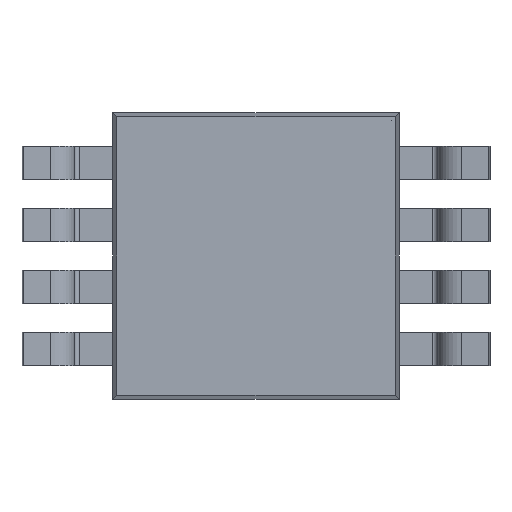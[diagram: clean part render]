
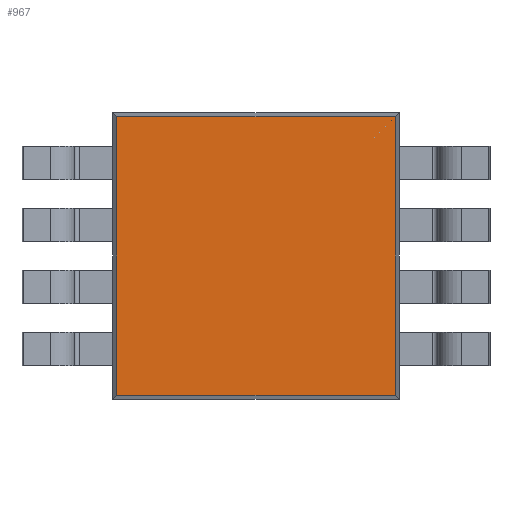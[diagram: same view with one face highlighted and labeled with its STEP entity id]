
A CAD part, front view. The second image highlights one B-rep face of the part: STEP entity #967.
In plain terms, the highlighted planar face has unit normal (0, -1, 0).
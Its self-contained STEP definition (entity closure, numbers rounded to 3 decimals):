
#224 = VECTOR ( 'NONE', #1564, 1000. ) ;
#244 = CARTESIAN_POINT ( 'NONE',  ( -1.5, 0.15, 1.458 ) ) ;
#268 = EDGE_CURVE ( 'NONE', #3858, #1406, #2689, .T. ) ;
#279 = LINE ( 'NONE', #1531, #468 ) ;
#291 = AXIS2_PLACEMENT_3D ( 'NONE', #1927, #294, #1593 ) ;
#294 = DIRECTION ( 'NONE',  ( 0., 1., 0. ) ) ;
#315 = PLANE ( 'NONE',  #291 ) ;
#442 = EDGE_CURVE ( 'NONE', #1406, #3880, #1586, .T. ) ;
#468 = VECTOR ( 'NONE', #2777, 1000. ) ;
#473 = CARTESIAN_POINT ( 'NONE',  ( 1.458, 0.15, -1.458 ) ) ;
#489 = ORIENTED_EDGE ( 'NONE', *, *, #268, .T. ) ;
#863 = CARTESIAN_POINT ( 'NONE',  ( 1.458, 0.15, 1.458 ) ) ;
#967 = ADVANCED_FACE ( 'NONE', ( #3410 ), #315, .F. ) ;
#1086 = VERTEX_POINT ( 'NONE', #473 ) ;
#1188 = VECTOR ( 'NONE', #2413, 1000. ) ;
#1406 = VERTEX_POINT ( 'NONE', #1805 ) ;
#1419 = EDGE_LOOP ( 'NONE', ( #2411, #3192, #3584, #489 ) ) ;
#1476 = EDGE_CURVE ( 'NONE', #1086, #3858, #279, .T. ) ;
#1531 = CARTESIAN_POINT ( 'NONE',  ( 1.458, 0.15, 1.5 ) ) ;
#1564 = DIRECTION ( 'NONE',  ( 0., 0., -1. ) ) ;
#1586 = LINE ( 'NONE', #2513, #224 ) ;
#1593 = DIRECTION ( 'NONE',  ( 0., 0., 1. ) ) ;
#1753 = EDGE_CURVE ( 'NONE', #3880, #1086, #4054, .T. ) ;
#1805 = CARTESIAN_POINT ( 'NONE',  ( -1.458, 0.15, 1.458 ) ) ;
#1927 = CARTESIAN_POINT ( 'NONE',  ( 0., 0.15, 0. ) ) ;
#2087 = DIRECTION ( 'NONE',  ( -1., 0., 0. ) ) ;
#2411 = ORIENTED_EDGE ( 'NONE', *, *, #442, .T. ) ;
#2413 = DIRECTION ( 'NONE',  ( 1., 0., 0. ) ) ;
#2513 = CARTESIAN_POINT ( 'NONE',  ( -1.458, 0.15, -1.5 ) ) ;
#2664 = VECTOR ( 'NONE', #2087, 1000. ) ;
#2689 = LINE ( 'NONE', #244, #2664 ) ;
#2777 = DIRECTION ( 'NONE',  ( 0., 0., 1. ) ) ;
#3192 = ORIENTED_EDGE ( 'NONE', *, *, #1753, .T. ) ;
#3410 = FACE_OUTER_BOUND ( 'NONE', #1419, .T. ) ;
#3470 = CARTESIAN_POINT ( 'NONE',  ( 1.5, 0.15, -1.458 ) ) ;
#3584 = ORIENTED_EDGE ( 'NONE', *, *, #1476, .T. ) ;
#3679 = CARTESIAN_POINT ( 'NONE',  ( -1.458, 0.15, -1.458 ) ) ;
#3858 = VERTEX_POINT ( 'NONE', #863 ) ;
#3880 = VERTEX_POINT ( 'NONE', #3679 ) ;
#4054 = LINE ( 'NONE', #3470, #1188 ) ;
